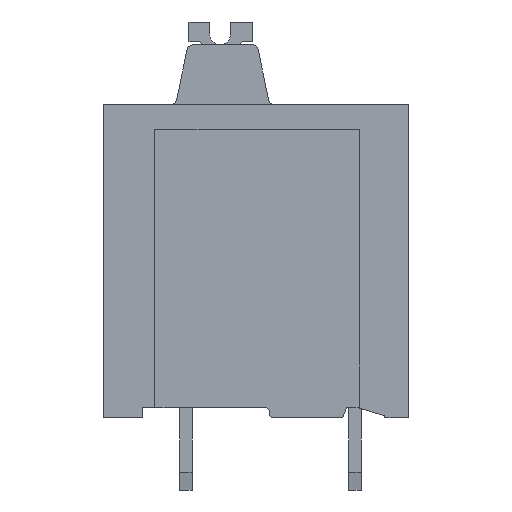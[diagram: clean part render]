
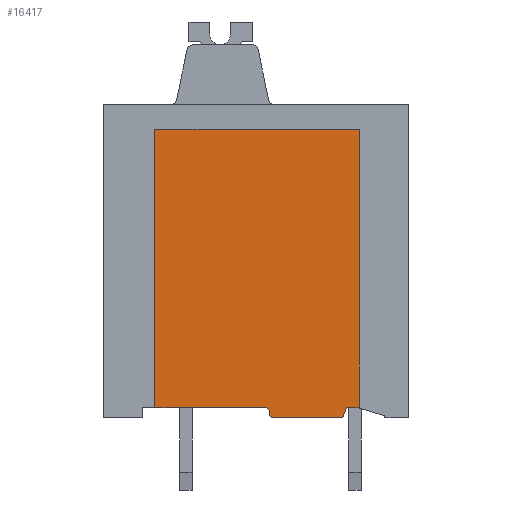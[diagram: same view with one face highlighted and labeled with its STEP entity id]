
A CAD part, left-side view. The second image highlights one B-rep face of the part: STEP entity #16417.
In plain terms, the highlighted planar face has unit normal (-1, 0, 0).
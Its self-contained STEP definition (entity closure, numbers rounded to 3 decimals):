
#7124=AXIS2_PLACEMENT_3D('Plane Axis2P3D',#7121,#7122,#7123) ;
#13302=AXIS2_PLACEMENT_3D('Circle Axis2P3D',#13300,#13301,$) ;
#13357=AXIS2_PLACEMENT_3D('Circle Axis2P3D',#13355,#13356,$) ;
#7121=CARTESIAN_POINT('Axis2P3D Location',(1.1,2.4,0.)) ;
#13175=CARTESIAN_POINT('Vertex',(1.1,2.5,4.)) ;
#13187=CARTESIAN_POINT('Vertex',(1.1,2.4,3.97)) ;
#13190=CARTESIAN_POINT('Line Origine',(1.1,2.45,3.985)) ;
#13271=CARTESIAN_POINT('Vertex',(1.1,6.95,4.)) ;
#13274=CARTESIAN_POINT('Line Origine',(1.1,9.625,4.)) ;
#13278=CARTESIAN_POINT('Vertex',(1.1,12.3,4.)) ;
#13300=CARTESIAN_POINT('Axis2P3D Location',(1.1,6.95,3.8)) ;
#13304=CARTESIAN_POINT('Vertex',(1.1,6.75,3.8)) ;
#13328=CARTESIAN_POINT('Vertex',(1.1,6.75,3.7)) ;
#13331=CARTESIAN_POINT('Line Origine',(1.1,6.75,3.75)) ;
#13352=CARTESIAN_POINT('Vertex',(1.1,6.55,3.5)) ;
#13355=CARTESIAN_POINT('Axis2P3D Location',(1.1,6.55,3.7)) ;
#13371=CARTESIAN_POINT('Vertex',(1.1,3.2,3.5)) ;
#13374=CARTESIAN_POINT('Line Origine',(1.1,4.875,3.5)) ;
#13395=CARTESIAN_POINT('Vertex',(1.1,3.,4.)) ;
#13398=CARTESIAN_POINT('Line Origine',(1.1,3.1,3.75)) ;
#13410=CARTESIAN_POINT('Line Origine',(1.1,2.75,4.)) ;
#13427=CARTESIAN_POINT('Line Origine',(1.1,12.3,10.75)) ;
#13431=CARTESIAN_POINT('Vertex',(1.1,12.3,17.5)) ;
#13451=CARTESIAN_POINT('Line Origine',(1.1,7.35,17.5)) ;
#13455=CARTESIAN_POINT('Vertex',(1.1,2.4,17.5)) ;
#13475=CARTESIAN_POINT('Line Origine',(1.1,2.4,10.735)) ;
#7122=DIRECTION('Axis2P3D Direction',(1.,0.,0.)) ;
#7123=DIRECTION('Axis2P3D XDirection',(0.,1.,0.)) ;
#13191=DIRECTION('Vector Direction',(0.,-0.959,-0.284)) ;
#13275=DIRECTION('Vector Direction',(0.,1.,0.)) ;
#13301=DIRECTION('Axis2P3D Direction',(-1.,0.,0.)) ;
#13332=DIRECTION('Vector Direction',(0.,0.,1.)) ;
#13356=DIRECTION('Axis2P3D Direction',(-1.,0.,0.)) ;
#13375=DIRECTION('Vector Direction',(0.,1.,0.)) ;
#13399=DIRECTION('Vector Direction',(0.,0.371,-0.928)) ;
#13411=DIRECTION('Vector Direction',(0.,1.,0.)) ;
#13428=DIRECTION('Vector Direction',(0.,0.,1.)) ;
#13452=DIRECTION('Vector Direction',(0.,1.,0.)) ;
#13476=DIRECTION('Vector Direction',(0.,0.,1.)) ;
#13192=VECTOR('Line Direction',#13191,1.) ;
#13276=VECTOR('Line Direction',#13275,1.) ;
#13333=VECTOR('Line Direction',#13332,1.) ;
#13376=VECTOR('Line Direction',#13375,1.) ;
#13400=VECTOR('Line Direction',#13399,1.) ;
#13412=VECTOR('Line Direction',#13411,1.) ;
#13429=VECTOR('Line Direction',#13428,1.) ;
#13453=VECTOR('Line Direction',#13452,1.) ;
#13477=VECTOR('Line Direction',#13476,1.) ;
#16405=ORIENTED_EDGE('',*,*,#13280,.F.) ;
#16406=ORIENTED_EDGE('',*,*,#13306,.T.) ;
#16407=ORIENTED_EDGE('',*,*,#13335,.F.) ;
#16408=ORIENTED_EDGE('',*,*,#13359,.F.) ;
#16409=ORIENTED_EDGE('',*,*,#13378,.F.) ;
#16410=ORIENTED_EDGE('',*,*,#13402,.F.) ;
#16411=ORIENTED_EDGE('',*,*,#13414,.F.) ;
#16412=ORIENTED_EDGE('',*,*,#13194,.T.) ;
#16413=ORIENTED_EDGE('',*,*,#13479,.T.) ;
#16414=ORIENTED_EDGE('',*,*,#13457,.T.) ;
#16415=ORIENTED_EDGE('',*,*,#13433,.F.) ;
#16417=ADVANCED_FACE('_LMF 5.00/18/180  3.5SN OR BX 1330350000',(#16416),#7125,.F.) ;
#13303=CIRCLE('generated circle',#13302,0.2) ;
#13358=CIRCLE('generated circle',#13357,0.2) ;
#13194=EDGE_CURVE('',#13176,#13188,#13193,.T.) ;
#13280=EDGE_CURVE('',#13272,#13279,#13277,.T.) ;
#13306=EDGE_CURVE('',#13272,#13305,#13303,.F.) ;
#13335=EDGE_CURVE('',#13329,#13305,#13334,.T.) ;
#13359=EDGE_CURVE('',#13353,#13329,#13358,.F.) ;
#13378=EDGE_CURVE('',#13372,#13353,#13377,.T.) ;
#13402=EDGE_CURVE('',#13396,#13372,#13401,.T.) ;
#13414=EDGE_CURVE('',#13176,#13396,#13413,.T.) ;
#13433=EDGE_CURVE('',#13279,#13432,#13430,.T.) ;
#13457=EDGE_CURVE('',#13456,#13432,#13454,.T.) ;
#13479=EDGE_CURVE('',#13188,#13456,#13478,.T.) ;
#16404=EDGE_LOOP('',(#16405,#16406,#16407,#16408,#16409,#16410,#16411,#16412,#16413,#16414,#16415)) ;
#16416=FACE_OUTER_BOUND('',#16404,.T.) ;
#13193=LINE('Line',#13190,#13192) ;
#13277=LINE('Line',#13274,#13276) ;
#13334=LINE('Line',#13331,#13333) ;
#13377=LINE('Line',#13374,#13376) ;
#13401=LINE('Line',#13398,#13400) ;
#13413=LINE('Line',#13410,#13412) ;
#13430=LINE('Line',#13427,#13429) ;
#13454=LINE('Line',#13451,#13453) ;
#13478=LINE('Line',#13475,#13477) ;
#7125=PLANE('',#7124) ;
#13176=VERTEX_POINT('',#13175) ;
#13188=VERTEX_POINT('',#13187) ;
#13272=VERTEX_POINT('',#13271) ;
#13279=VERTEX_POINT('',#13278) ;
#13305=VERTEX_POINT('',#13304) ;
#13329=VERTEX_POINT('',#13328) ;
#13353=VERTEX_POINT('',#13352) ;
#13372=VERTEX_POINT('',#13371) ;
#13396=VERTEX_POINT('',#13395) ;
#13432=VERTEX_POINT('',#13431) ;
#13456=VERTEX_POINT('',#13455) ;
